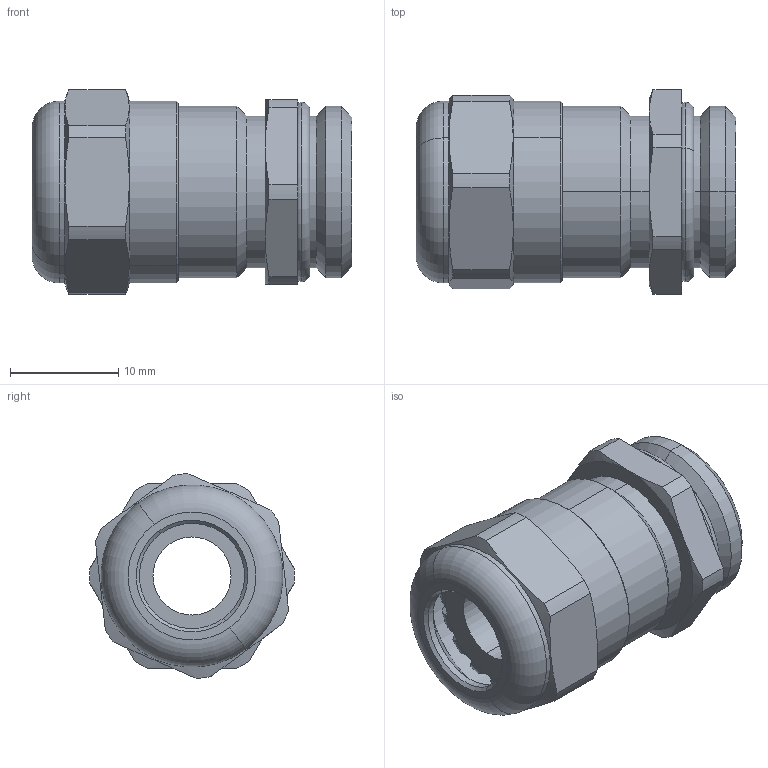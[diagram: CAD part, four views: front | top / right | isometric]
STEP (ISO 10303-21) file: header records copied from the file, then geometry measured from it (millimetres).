
FILE_DESCRIPTION (( 'STEP AP203' ), '1' );
FILE_NAME ('C5216040Eind1.STEP', '2024-07-23T12:35:29', ( '' ), ( '' ), 'SwSTEP 2.0', 'SolidWorks 2023', '' );
FILE_SCHEMA (( 'CONFIG_CONTROL_DESIGN' ));
Length unit declared in the file: millimetre
Products named in the file (7): D9016830; D9202110; C5216040Eind1; D1416420indC; d9200098-PG09; D1416000EindE; D1316300IndC
Assembly tree (6 placements, depth 2):
  C5216040Eind1
    D1416420indC
    D1316300IndC
    D9016830
    D9202110
    d9200098-PG09
    D1416000EindE
Bounding box: 29.5 x 18.89 x 18.89 mm (x, y, z)
Volume: 3633.5 mm3; surface area: 6232.9 mm2
Topology: 6 solids, 6 shells, 294 faces, 769 edges, 476 vertices
Faces by surface type: plane 122, cylinder 90, cone 48, torus 34
Entity records: 10014 total; most frequent: CARTESIAN_POINT 2177, ORIENTED_EDGE 1522, DIRECTION 1511, EDGE_CURVE 761, AXIS2_PLACEMENT_3D 596, VERTEX_POINT 476, LINE 319, VECTOR 319
